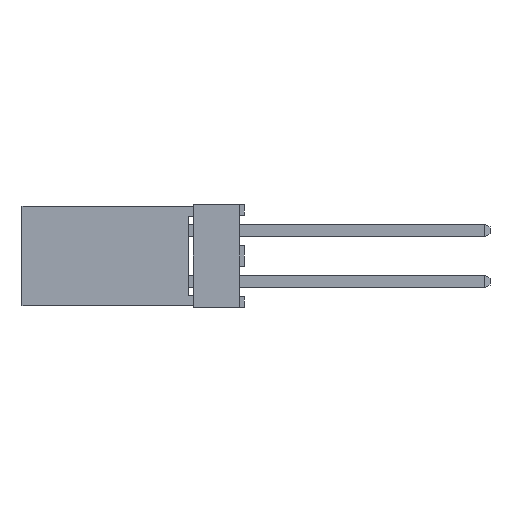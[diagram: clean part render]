
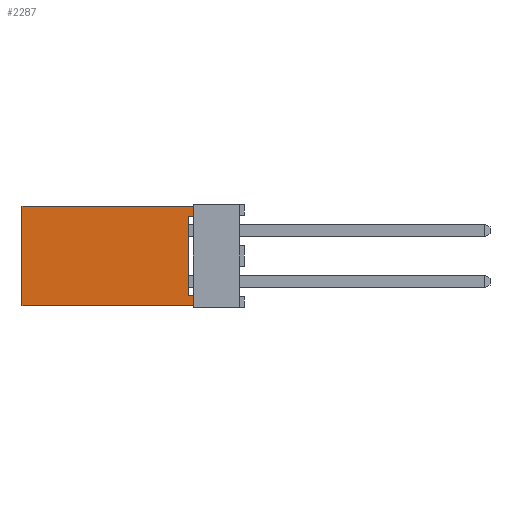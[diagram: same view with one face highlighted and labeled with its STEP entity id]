
A CAD part, left-side view. The second image highlights one B-rep face of the part: STEP entity #2287.
In plain terms, the highlighted planar face has unit normal (-1, 0, 0).
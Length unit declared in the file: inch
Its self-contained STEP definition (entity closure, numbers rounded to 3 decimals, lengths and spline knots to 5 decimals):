
#2287 = ADVANCED_FACE( '', ( #4802 ), #4803, .F. );
#4802 = FACE_OUTER_BOUND( '', #7482, .T. );
#4803 = PLANE( '', #7483 );
#7482 = EDGE_LOOP( '', ( #14290, #14291, #14292, #14293, #14294, #14295, #14296, #14297 ) );
#7483 = AXIS2_PLACEMENT_3D( '', #14298, #14299, #14300 );
#14290 = ORIENTED_EDGE( '', *, *, #18831, .T. );
#14291 = ORIENTED_EDGE( '', *, *, #18792, .T. );
#14292 = ORIENTED_EDGE( '', *, *, #17849, .F. );
#14293 = ORIENTED_EDGE( '', *, *, #18055, .F. );
#14294 = ORIENTED_EDGE( '', *, *, #18832, .T. );
#14295 = ORIENTED_EDGE( '', *, *, #18744, .T. );
#14296 = ORIENTED_EDGE( '', *, *, #18559, .T. );
#14297 = ORIENTED_EDGE( '', *, *, #16407, .T. );
#14298 = CARTESIAN_POINT( '', ( 0., 0.335, -0.0975 ) );
#14299 = DIRECTION( '', ( 1., 0., 0. ) );
#14300 = DIRECTION( '', ( 0., 0., -1. ) );
#16407 = EDGE_CURVE( '', #19846, #19844, #19847, .T. );
#17849 = EDGE_CURVE( '', #22164, #22166, #22167, .T. );
#18055 = EDGE_CURVE( '', #22468, #22164, #22470, .T. );
#18559 = EDGE_CURVE( '', #23093, #19846, #23095, .T. );
#18744 = EDGE_CURVE( '', #23305, #23093, #23306, .T. );
#18792 = EDGE_CURVE( '', #23360, #22166, #23361, .T. );
#18831 = EDGE_CURVE( '', #19844, #23360, #23406, .T. );
#18832 = EDGE_CURVE( '', #22468, #23305, #23407, .T. );
#19844 = VERTEX_POINT( '', #24752 );
#19846 = VERTEX_POINT( '', #24755 );
#19847 = LINE( '', #24756, #24757 );
#22164 = VERTEX_POINT( '', #28242 );
#22166 = VERTEX_POINT( '', #28245 );
#22167 = LINE( '', #28246, #28247 );
#22468 = VERTEX_POINT( '', #28709 );
#22470 = LINE( '', #28712, #28713 );
#23093 = VERTEX_POINT( '', #29652 );
#23095 = LINE( '', #29655, #29656 );
#23305 = VERTEX_POINT( '', #29961 );
#23306 = LINE( '', #29962, #29963 );
#23360 = VERTEX_POINT( '', #30042 );
#23361 = LINE( '', #30043, #30044 );
#23406 = LINE( '', #30106, #30107 );
#23407 = LINE( '', #30108, #30109 );
#24752 = CARTESIAN_POINT( '', ( 0., 0.01, 0.0775 ) );
#24755 = CARTESIAN_POINT( '', ( 0., 0.01, -0.0775 ) );
#24756 = CARTESIAN_POINT( '', ( 0., 0.01, -0.0775 ) );
#24757 = VECTOR( '', #30849, 39.37008 );
#28242 = CARTESIAN_POINT( '', ( 0., 0.335, 0.0975 ) );
#28245 = CARTESIAN_POINT( '', ( 0., 0., 0.0975 ) );
#28246 = CARTESIAN_POINT( '', ( 0., 0.335, 0.0975 ) );
#28247 = VECTOR( '', #32064, 39.37008 );
#28709 = CARTESIAN_POINT( '', ( 0., 0.335, -0.0975 ) );
#28712 = CARTESIAN_POINT( '', ( 0., 0.335, -0.0975 ) );
#28713 = VECTOR( '', #32236, 39.37008 );
#29652 = CARTESIAN_POINT( '', ( 0., 0., -0.0775 ) );
#29655 = CARTESIAN_POINT( '', ( 0., 0., -0.0775 ) );
#29656 = VECTOR( '', #32569, 39.37008 );
#29961 = CARTESIAN_POINT( '', ( 0., 0., -0.0975 ) );
#29962 = CARTESIAN_POINT( '', ( 0., 0., -0.0975 ) );
#29963 = VECTOR( '', #32671, 39.37008 );
#30042 = CARTESIAN_POINT( '', ( 0., 0., 0.0775 ) );
#30043 = CARTESIAN_POINT( '', ( 0., 0., -0.0975 ) );
#30044 = VECTOR( '', #32697, 39.37008 );
#30106 = CARTESIAN_POINT( '', ( 0., 0.01, 0.0775 ) );
#30107 = VECTOR( '', #32718, 39.37008 );
#30108 = CARTESIAN_POINT( '', ( 0., 0.335, -0.0975 ) );
#30109 = VECTOR( '', #32719, 39.37008 );
#30849 = DIRECTION( '', ( 0., 0., 1. ) );
#32064 = DIRECTION( '', ( 0., -1., 0. ) );
#32236 = DIRECTION( '', ( 0., 0., 1. ) );
#32569 = DIRECTION( '', ( 0., 1., 0. ) );
#32671 = DIRECTION( '', ( 0., 0., 1. ) );
#32697 = DIRECTION( '', ( 0., 0., 1. ) );
#32718 = DIRECTION( '', ( 0., -1., 0. ) );
#32719 = DIRECTION( '', ( 0., -1., 0. ) );
